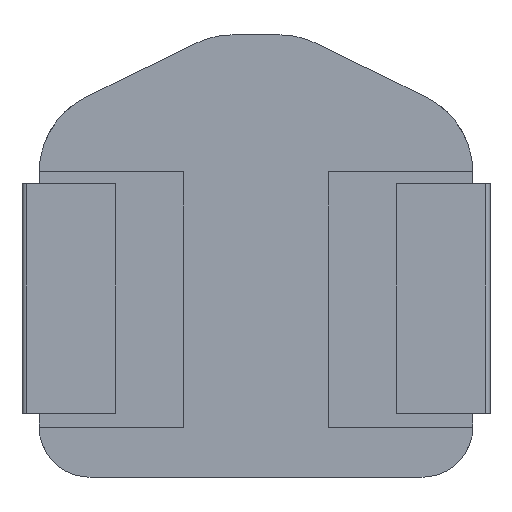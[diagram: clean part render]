
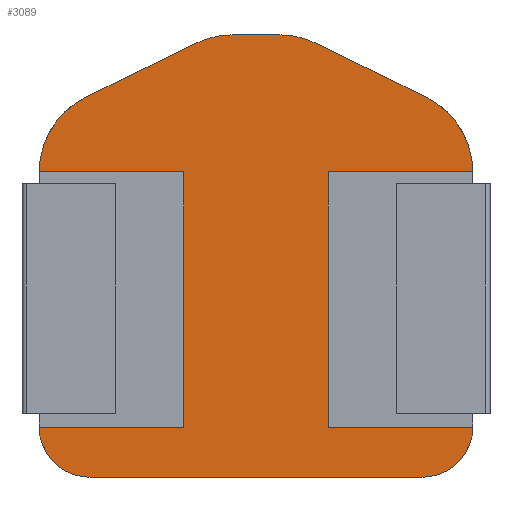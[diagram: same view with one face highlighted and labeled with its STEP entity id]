
A CAD part, front view. The second image highlights one B-rep face of the part: STEP entity #3089.
In plain terms, the highlighted planar face has unit normal (0, -1, 0).
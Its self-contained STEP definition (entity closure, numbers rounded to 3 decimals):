
#35 = LINE ( 'NONE', #2077, #4636 ) ;
#64 = AXIS2_PLACEMENT_3D ( 'NONE', #2062, #3192, #3889 ) ;
#127 = PLANE ( 'NONE',  #1635 ) ;
#146 = ORIENTED_EDGE ( 'NONE', *, *, #1671, .T. ) ;
#179 = VECTOR ( 'NONE', #1114, 1000. ) ;
#201 = CARTESIAN_POINT ( 'NONE',  ( 0.859, 0., -1.302 ) ) ;
#208 = ORIENTED_EDGE ( 'NONE', *, *, #2175, .T. ) ;
#226 = DIRECTION ( 'NONE',  ( 0., 0., -1. ) ) ;
#229 = DIRECTION ( 'NONE',  ( -1., 0., 0. ) ) ;
#261 = VERTEX_POINT ( 'NONE', #1126 ) ;
#268 = ORIENTED_EDGE ( 'NONE', *, *, #3927, .T. ) ;
#273 = CARTESIAN_POINT ( 'NONE',  ( 2.679, 0., -0.677 ) ) ;
#388 = EDGE_LOOP ( 'NONE', ( #4587, #208, #146, #2664, #3694, #4795, #3407, #3794, #4180, #268, #1135, #2553, #2893, #4601, #2958, #1145 ) ) ;
#499 = LINE ( 'NONE', #1312, #4516 ) ;
#569 = DIRECTION ( 'NONE',  ( 0., -1., 0. ) ) ;
#583 = DIRECTION ( 'NONE',  ( 0., -1., 0. ) ) ;
#605 = LINE ( 'NONE', #3512, #3195 ) ;
#615 = DIRECTION ( 'NONE',  ( -1., 0., 0. ) ) ;
#673 = VERTEX_POINT ( 'NONE', #3016 ) ;
#713 = CIRCLE ( 'NONE', #64, 1. ) ;
#872 = VERTEX_POINT ( 'NONE', #3477 ) ;
#888 = DIRECTION ( 'NONE',  ( 1., 0., 0. ) ) ;
#898 = DIRECTION ( 'NONE',  ( 0., -1., 0. ) ) ;
#918 = EDGE_CURVE ( 'NONE', #2075, #4168, #1591, .T. ) ;
#1020 = VECTOR ( 'NONE', #615, 1000. ) ;
#1114 = DIRECTION ( 'NONE',  ( 0., 0., 1. ) ) ;
#1126 = CARTESIAN_POINT ( 'NONE',  ( 2.679, 0., 0.323 ) ) ;
#1132 = VECTOR ( 'NONE', #229, 1000. ) ;
#1135 = ORIENTED_EDGE ( 'NONE', *, *, #2215, .T. ) ;
#1145 = ORIENTED_EDGE ( 'NONE', *, *, #2093, .T. ) ;
#1215 = DIRECTION ( 'NONE',  ( 0., 0., -1. ) ) ;
#1260 = LINE ( 'NONE', #1269, #1132 ) ;
#1269 = CARTESIAN_POINT ( 'NONE',  ( 2.909, 0., 0.323 ) ) ;
#1287 = CARTESIAN_POINT ( 'NONE',  ( -0.14, 0., -4.289 ) ) ;
#1312 = CARTESIAN_POINT ( 'NONE',  ( 1.559, 0., -1.289 ) ) ;
#1339 = EDGE_CURVE ( 'NONE', #2586, #1613, #1707, .T. ) ;
#1383 = CARTESIAN_POINT ( 'NONE',  ( 4.398, 0., -0.403 ) ) ;
#1412 = DIRECTION ( 'NONE',  ( 1., 0., 0. ) ) ;
#1496 = DIRECTION ( 'NONE',  ( 0.899, 0., -0.438 ) ) ;
#1515 = EDGE_CURVE ( 'NONE', #1894, #673, #2398, .T. ) ;
#1516 = DIRECTION ( 'NONE',  ( 1., 0., 0. ) ) ;
#1591 = CIRCLE ( 'NONE', #4480, 0.6 ) ;
#1592 = FACE_OUTER_BOUND ( 'NONE', #388, .T. ) ;
#1613 = VERTEX_POINT ( 'NONE', #1383 ) ;
#1635 = AXIS2_PLACEMENT_3D ( 'NONE', #2683, #898, #1215 ) ;
#1671 = EDGE_CURVE ( 'NONE', #2948, #2443, #3626, .T. ) ;
#1697 = AXIS2_PLACEMENT_3D ( 'NONE', #4603, #1980, #2734 ) ;
#1707 = CIRCLE ( 'NONE', #1697, 1. ) ;
#1789 = DIRECTION ( 'NONE',  ( 0., 0., -1. ) ) ;
#1851 = VERTEX_POINT ( 'NONE', #4265 ) ;
#1894 = VERTEX_POINT ( 'NONE', #3531 ) ;
#1980 = DIRECTION ( 'NONE',  ( 0., -1., 0. ) ) ;
#2062 = CARTESIAN_POINT ( 'NONE',  ( 2.14, 0., -0.677 ) ) ;
#2075 = VERTEX_POINT ( 'NONE', #1287 ) ;
#2077 = CARTESIAN_POINT ( 'NONE',  ( -0.141, 0., -4.289 ) ) ;
#2093 = EDGE_CURVE ( 'NONE', #4168, #1894, #2776, .T. ) ;
#2118 = EDGE_CURVE ( 'NONE', #261, #872, #1260, .T. ) ;
#2175 = EDGE_CURVE ( 'NONE', #673, #2948, #3649, .T. ) ;
#2215 = EDGE_CURVE ( 'NONE', #4081, #1851, #2644, .T. ) ;
#2240 = LINE ( 'NONE', #4002, #3176 ) ;
#2271 = CARTESIAN_POINT ( 'NONE',  ( 3.259, 0., -1.289 ) ) ;
#2289 = CIRCLE ( 'NONE', #3292, 1. ) ;
#2362 = CARTESIAN_POINT ( 'NONE',  ( 0.421, 0., -0.403 ) ) ;
#2394 = DIRECTION ( 'NONE',  ( 0., 0., 1. ) ) ;
#2398 = CIRCLE ( 'NONE', #4003, 0.6 ) ;
#2402 = DIRECTION ( 'NONE',  ( -1., 0., 0. ) ) ;
#2414 = CARTESIAN_POINT ( 'NONE',  ( 0.459, 0., -4.277 ) ) ;
#2423 = EDGE_CURVE ( 'NONE', #2443, #2586, #3749, .T. ) ;
#2439 = DIRECTION ( 'NONE',  ( 0., -1., 0. ) ) ;
#2443 = VERTEX_POINT ( 'NONE', #2271 ) ;
#2489 = VECTOR ( 'NONE', #1496, 1000. ) ;
#2553 = ORIENTED_EDGE ( 'NONE', *, *, #3584, .F. ) ;
#2586 = VERTEX_POINT ( 'NONE', #2723 ) ;
#2614 = CARTESIAN_POINT ( 'NONE',  ( 3.117, 0., 0.222 ) ) ;
#2644 = CIRCLE ( 'NONE', #4736, 1. ) ;
#2664 = ORIENTED_EDGE ( 'NONE', *, *, #2423, .T. ) ;
#2683 = CARTESIAN_POINT ( 'NONE',  ( 0., 0., 0. ) ) ;
#2700 = EDGE_CURVE ( 'NONE', #872, #3543, #713, .T. ) ;
#2723 = CARTESIAN_POINT ( 'NONE',  ( 4.959, 0., -1.289 ) ) ;
#2734 = DIRECTION ( 'NONE',  ( 0., 0., -1. ) ) ;
#2776 = LINE ( 'NONE', #4252, #3248 ) ;
#2803 = EDGE_CURVE ( 'NONE', #3475, #261, #2289, .T. ) ;
#2841 = LINE ( 'NONE', #4810, #2489 ) ;
#2856 = VERTEX_POINT ( 'NONE', #3607 ) ;
#2893 = ORIENTED_EDGE ( 'NONE', *, *, #3222, .F. ) ;
#2937 = CARTESIAN_POINT ( 'NONE',  ( 3.259, 0., -4.289 ) ) ;
#2948 = VERTEX_POINT ( 'NONE', #2937 ) ;
#2958 = ORIENTED_EDGE ( 'NONE', *, *, #918, .T. ) ;
#3016 = CARTESIAN_POINT ( 'NONE',  ( 4.959, 0., -4.289 ) ) ;
#3023 = CARTESIAN_POINT ( 'NONE',  ( 1.702, 0., 0.222 ) ) ;
#3089 = ADVANCED_FACE ( 'NONE', ( #1592 ), #127, .T. ) ;
#3151 = VERTEX_POINT ( 'NONE', #3835 ) ;
#3176 = VECTOR ( 'NONE', #3286, 1000. ) ;
#3192 = DIRECTION ( 'NONE',  ( 0., -1., 0. ) ) ;
#3195 = VECTOR ( 'NONE', #2402, 1000. ) ;
#3199 = DIRECTION ( 'NONE',  ( 0., 0., -1. ) ) ;
#3222 = EDGE_CURVE ( 'NONE', #3151, #2856, #499, .T. ) ;
#3248 = VECTOR ( 'NONE', #888, 1000. ) ;
#3259 = CARTESIAN_POINT ( 'NONE',  ( 4.959, 0., -4.289 ) ) ;
#3271 = EDGE_CURVE ( 'NONE', #2075, #3151, #35, .T. ) ;
#3286 = DIRECTION ( 'NONE',  ( -0.899, 0., -0.438 ) ) ;
#3292 = AXIS2_PLACEMENT_3D ( 'NONE', #273, #4355, #1789 ) ;
#3293 = DIRECTION ( 'NONE',  ( 0., 0., -1. ) ) ;
#3407 = ORIENTED_EDGE ( 'NONE', *, *, #2803, .T. ) ;
#3459 = EDGE_CURVE ( 'NONE', #3475, #1613, #2841, .T. ) ;
#3475 = VERTEX_POINT ( 'NONE', #2614 ) ;
#3477 = CARTESIAN_POINT ( 'NONE',  ( 2.14, 0., 0.323 ) ) ;
#3512 = CARTESIAN_POINT ( 'NONE',  ( -0.141, 0., -1.289 ) ) ;
#3531 = CARTESIAN_POINT ( 'NONE',  ( 4.359, 0., -4.877 ) ) ;
#3543 = VERTEX_POINT ( 'NONE', #3023 ) ;
#3584 = EDGE_CURVE ( 'NONE', #2856, #1851, #605, .T. ) ;
#3607 = CARTESIAN_POINT ( 'NONE',  ( 1.559, 0., -1.289 ) ) ;
#3626 = LINE ( 'NONE', #4086, #179 ) ;
#3649 = LINE ( 'NONE', #3259, #1020 ) ;
#3694 = ORIENTED_EDGE ( 'NONE', *, *, #1339, .T. ) ;
#3737 = CARTESIAN_POINT ( 'NONE',  ( 4.959, 0., -1.289 ) ) ;
#3749 = LINE ( 'NONE', #3737, #4103 ) ;
#3794 = ORIENTED_EDGE ( 'NONE', *, *, #2118, .T. ) ;
#3831 = CARTESIAN_POINT ( 'NONE',  ( 0.459, 0., -4.877 ) ) ;
#3835 = CARTESIAN_POINT ( 'NONE',  ( 1.559, 0., -4.289 ) ) ;
#3889 = DIRECTION ( 'NONE',  ( 0., 0., -1. ) ) ;
#3927 = EDGE_CURVE ( 'NONE', #3543, #4081, #2240, .T. ) ;
#4002 = CARTESIAN_POINT ( 'NONE',  ( 1.909, 0., 0.323 ) ) ;
#4003 = AXIS2_PLACEMENT_3D ( 'NONE', #4663, #2439, #3293 ) ;
#4081 = VERTEX_POINT ( 'NONE', #2362 ) ;
#4086 = CARTESIAN_POINT ( 'NONE',  ( 3.259, 0., -1.289 ) ) ;
#4103 = VECTOR ( 'NONE', #1516, 1000. ) ;
#4168 = VERTEX_POINT ( 'NONE', #3831 ) ;
#4180 = ORIENTED_EDGE ( 'NONE', *, *, #2700, .T. ) ;
#4252 = CARTESIAN_POINT ( 'NONE',  ( -0.141, 0., -4.877 ) ) ;
#4265 = CARTESIAN_POINT ( 'NONE',  ( -0.14, 0., -1.289 ) ) ;
#4355 = DIRECTION ( 'NONE',  ( 0., -1., 0. ) ) ;
#4480 = AXIS2_PLACEMENT_3D ( 'NONE', #2414, #583, #226 ) ;
#4516 = VECTOR ( 'NONE', #2394, 1000. ) ;
#4587 = ORIENTED_EDGE ( 'NONE', *, *, #1515, .T. ) ;
#4601 = ORIENTED_EDGE ( 'NONE', *, *, #3271, .F. ) ;
#4603 = CARTESIAN_POINT ( 'NONE',  ( 3.959, 0., -1.302 ) ) ;
#4636 = VECTOR ( 'NONE', #1412, 1000. ) ;
#4663 = CARTESIAN_POINT ( 'NONE',  ( 4.359, 0., -4.277 ) ) ;
#4736 = AXIS2_PLACEMENT_3D ( 'NONE', #201, #569, #3199 ) ;
#4795 = ORIENTED_EDGE ( 'NONE', *, *, #3459, .F. ) ;
#4810 = CARTESIAN_POINT ( 'NONE',  ( 2.909, 0., 0.323 ) ) ;
